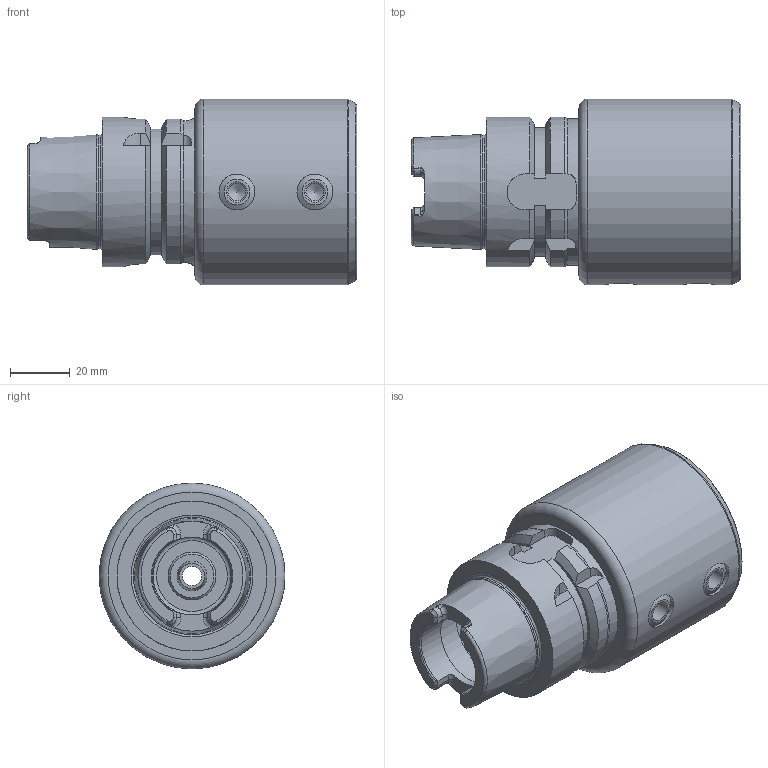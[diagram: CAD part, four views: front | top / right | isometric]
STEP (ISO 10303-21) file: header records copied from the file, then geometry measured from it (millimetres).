
FILE_DESCRIPTION((''),'2;1');
FILE_NAME('591004125085-3D.stp','2021-10-05T16:52:04',('nttooll'),(''),'Autodesk Inventor 2012','Autodesk Inventor 2012','');
FILE_SCHEMA(('AUTOMOTIVE_DESIGN { 1 0 10303 214 1 1 1 1 }'));
Length unit declared in the file: millimetre
Products named in the file (1): 591004125085-3D
Bounding box: 110 x 62 x 62 mm (x, y, z)
Volume: 192830.7 mm3; surface area: 35233.8 mm2
Topology: 1 solids, 1 shells, 160 faces, 390 edges, 243 vertices
Faces by surface type: plane 54, cylinder 50, cone 36, torus 20
Full cylindrical faces by diameter (mm): 6 x2, 6.4 x1, 6.5 x1, 6.928 x2, 8.5 x2, 9.5 x1, 10 x1, 12 x4, 16 x1, 25 x1, 25.4 x1, 26 x1, 26.6 x1, 32 x1, 37.9 x1, 49 x1, 50 x1, 62 x1
Entity records: 4654 total; most frequent: CARTESIAN_POINT 1179, DIRECTION 736, ORIENTED_EDGE 652, EDGE_CURVE 326, AXIS2_PLACEMENT_3D 313, VERTEX_POINT 232, EDGE_LOOP 226, FACE_OUTER_BOUND 160
